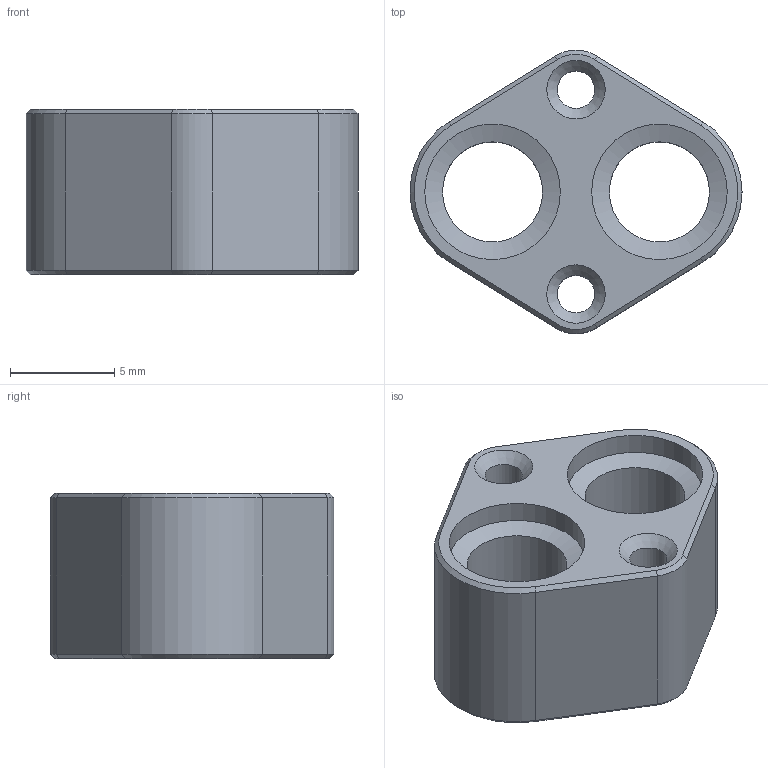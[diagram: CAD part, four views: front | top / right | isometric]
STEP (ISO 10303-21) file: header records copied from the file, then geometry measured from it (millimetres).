
FILE_DESCRIPTION(/* description */ ('STEP AP242','CAx-IF Rec.Pracs.---Representation and Presentation of Product Manufacturing Information (PMI)---4.0---2014-10-13','CAx-IF Rec.Pracs.---3D Tessellated Geometry---0.4---2014-09-14','2;1'),/* implementation_level */ '2;1');
FILE_NAME(/* name */ '682e1ac9fe473b6e1aa5f152',/* time_stamp */ '2025-05-21T18:26:18Z',/* author */ (''),/* organization */ (''),/* preprocessor_version */ 'ST-DEVELOPER v20',/* originating_system */ 'ONSHAPE BY PTC INC, 1.198',/* authorisation */ ' ');
FILE_SCHEMA (('AP242_MANAGED_MODEL_BASED_3D_ENGINEERING_MIM_LF { 1 0 10303 442 1 1 4 }'));
Length unit declared in the file: metre
Products named in the file (1): main
Bounding box: 15.92 x 13.59 x 7.92 mm (x, y, z)
Volume: 748.8 mm3; surface area: 877.7 mm2
Topology: 1 solids, 1 shells, 42 faces, 92 edges, 52 vertices
Faces by surface type: cone 16, plane 14, cylinder 12
Full cylindrical faces by diameter (mm): 1.8 x2, 4.8 x2, 6.5 x4
Entity records: 1086 total; most frequent: DIRECTION 198, CARTESIAN_POINT 171, ORIENTED_EDGE 152, AXIS2_PLACEMENT_3D 79, EDGE_CURVE 76, EDGE_LOOP 66, FACE_BOUND 66, VERTEX_POINT 52
